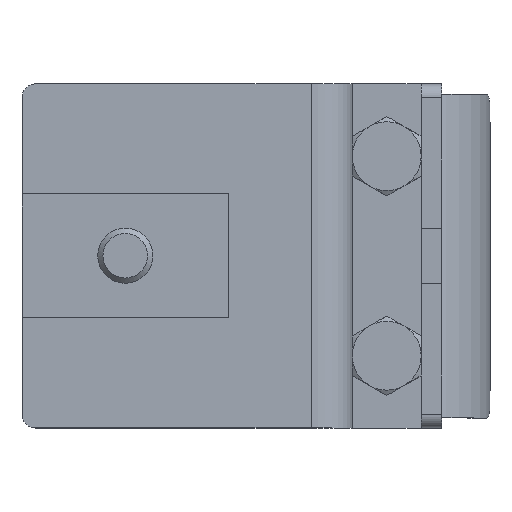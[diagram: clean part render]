
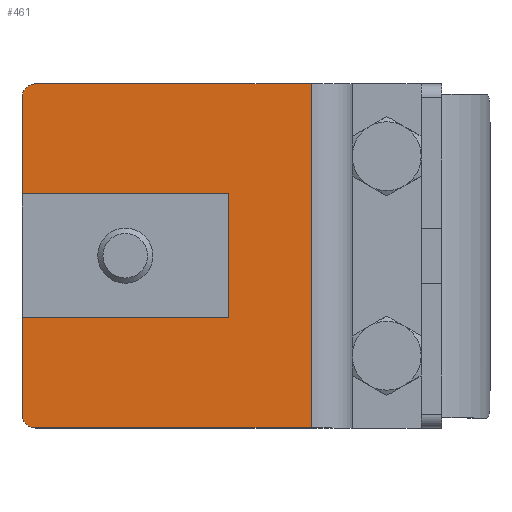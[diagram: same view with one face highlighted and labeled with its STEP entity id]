
A CAD part, top view. The second image highlights one B-rep face of the part: STEP entity #461.
In plain terms, the highlighted face is planar.
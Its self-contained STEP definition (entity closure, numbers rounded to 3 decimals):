
#461=ADVANCED_FACE('',(#886,#887),#888,.T.);
#886=FACE_OUTER_BOUND('',#1386,.T.);
#887=FACE_BOUND('',#1387,.T.);
#888=PLANE('',#1388);
#1386=EDGE_LOOP('',(#2051,#2052,#2053,#2054,#2055,#2056));
#1387=EDGE_LOOP('',(#2057));
#1388=AXIS2_PLACEMENT_3D('',#2058,#2059,#2060);
#2051=ORIENTED_EDGE('',*,*,#3202,.T.);
#2052=ORIENTED_EDGE('',*,*,#3120,.T.);
#2053=ORIENTED_EDGE('',*,*,#3203,.T.);
#2054=ORIENTED_EDGE('',*,*,#3124,.T.);
#2055=ORIENTED_EDGE('',*,*,#3040,.F.);
#2056=ORIENTED_EDGE('',*,*,#3062,.T.);
#2057=ORIENTED_EDGE('',*,*,#3055,.F.);
#2058=CARTESIAN_POINT('',(-58.,-5.,-50.));
#2059=DIRECTION('',(0.,1.,0.));
#2060=DIRECTION('',(1.,0.,0.));
#3040=EDGE_CURVE('',#3536,#3537,#3538,.T.);
#3055=EDGE_CURVE('',#3565,#3565,#3566,.T.);
#3062=EDGE_CURVE('',#3536,#3575,#3578,.T.);
#3120=EDGE_CURVE('',#3676,#3677,#3678,.T.);
#3124=EDGE_CURVE('',#3682,#3537,#3683,.T.);
#3202=EDGE_CURVE('',#3575,#3676,#3812,.T.);
#3203=EDGE_CURVE('',#3677,#3682,#3813,.T.);
#3536=VERTEX_POINT('',#4266);
#3537=VERTEX_POINT('',#4267);
#3538=LINE('',#4268,#4269);
#3565=VERTEX_POINT('',#4305);
#3566=CIRCLE('',#4306,6.5);
#3575=VERTEX_POINT('',#4315);
#3578=LINE('',#4318,#4319);
#3676=VERTEX_POINT('',#4445);
#3677=VERTEX_POINT('',#4446);
#3678=CIRCLE('',#4447,2.);
#3682=VERTEX_POINT('',#4453);
#3683=CIRCLE('',#4454,2.);
#3812=LINE('',#4707,#4708);
#3813=LINE('',#4709,#4710);
#4266=CARTESIAN_POINT('',(-16.,-5.,0.));
#4267=CARTESIAN_POINT('',(-56.,-5.,0.));
#4268=CARTESIAN_POINT('',(-58.,-5.,0.));
#4269=VECTOR('',#5792,1.);
#4305=CARTESIAN_POINT('',(-43.,-5.,-18.5));
#4306=AXIS2_PLACEMENT_3D('',#5814,#5815,#5816);
#4315=CARTESIAN_POINT('',(-16.,-5.,-50.));
#4318=CARTESIAN_POINT('',(-16.,-5.,-50.));
#4319=VECTOR('',#5829,1.);
#4445=CARTESIAN_POINT('',(-56.,-5.,-50.));
#4446=CARTESIAN_POINT('',(-58.,-5.,-48.));
#4447=AXIS2_PLACEMENT_3D('',#5909,#5910,#5911);
#4453=CARTESIAN_POINT('',(-58.,-5.,-2.));
#4454=AXIS2_PLACEMENT_3D('',#5914,#5915,#5916);
#4707=CARTESIAN_POINT('',(-58.,-5.,-50.));
#4708=VECTOR('',#5988,1.);
#4709=CARTESIAN_POINT('',(-58.,-5.,-50.));
#4710=VECTOR('',#5989,1.);
#5792=DIRECTION('',(-1.,0.,0.));
#5814=CARTESIAN_POINT('',(-43.,-5.,-25.));
#5815=DIRECTION('',(0.,1.,0.));
#5816=DIRECTION('',(0.,0.,1.));
#5829=DIRECTION('',(0.,0.,-1.));
#5909=CARTESIAN_POINT('',(-56.,-5.,-48.));
#5910=DIRECTION('',(0.,1.,0.));
#5911=DIRECTION('',(0.,0.,1.));
#5914=CARTESIAN_POINT('',(-56.,-5.,-2.));
#5915=DIRECTION('',(0.,1.,0.));
#5916=DIRECTION('',(0.,0.,1.));
#5988=DIRECTION('',(-1.,0.,0.));
#5989=DIRECTION('',(0.,0.,1.));
